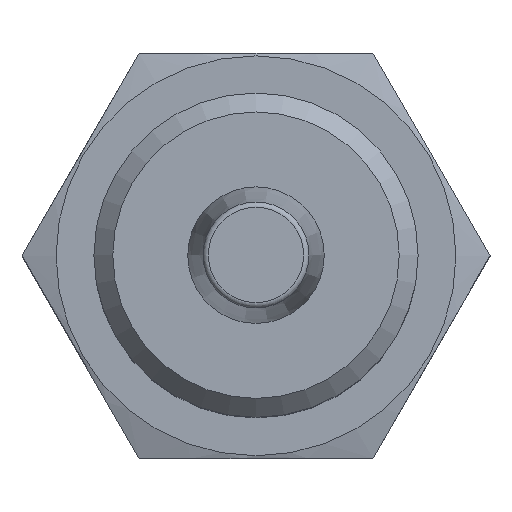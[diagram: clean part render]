
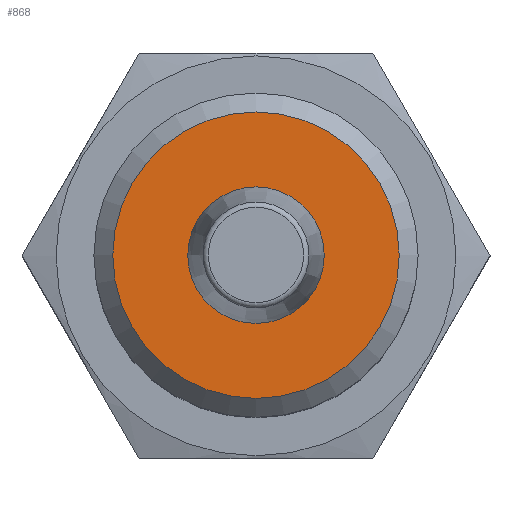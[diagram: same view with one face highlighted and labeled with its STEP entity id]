
A CAD part, top view. The second image highlights one B-rep face of the part: STEP entity #868.
In plain terms, the highlighted planar face has unit normal (0, 0, 1).
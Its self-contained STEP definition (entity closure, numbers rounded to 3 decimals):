
#181=ORIENTED_EDGE('',*,*,#344,.F.);
#182=ORIENTED_EDGE('',*,*,#345,.F.);
#344=EDGE_CURVE('',#422,#422,#463,.T.);
#345=EDGE_CURVE('',#423,#423,#464,.F.);
#422=VERTEX_POINT('',#1261);
#423=VERTEX_POINT('',#1263);
#463=CIRCLE('',#932,5.3);
#464=CIRCLE('',#933,2.527);
#488=EDGE_LOOP('',(#181));
#489=EDGE_LOOP('',(#182));
#550=FACE_BOUND('',#488,.T.);
#551=FACE_BOUND('',#489,.T.);
#608=PLANE('',#931);
#868=ADVANCED_FACE('',(#550,#551),#608,.F.);
#931=AXIS2_PLACEMENT_3D('',#1259,#1034,#1035);
#932=AXIS2_PLACEMENT_3D('',#1260,#1036,#1037);
#933=AXIS2_PLACEMENT_3D('',#1262,#1038,#1039);
#1034=DIRECTION('',(0.,0.,-1.));
#1035=DIRECTION('',(-1.,0.,0.));
#1036=DIRECTION('',(0.,0.,-1.));
#1037=DIRECTION('',(-1.,0.,0.));
#1038=DIRECTION('',(0.,0.,-1.));
#1039=DIRECTION('',(-1.,0.,0.));
#1259=CARTESIAN_POINT('',(0.,0.,0.));
#1260=CARTESIAN_POINT('',(0.,0.,0.));
#1261=CARTESIAN_POINT('',(-5.3,0.,0.));
#1262=CARTESIAN_POINT('',(0.,0.,0.));
#1263=CARTESIAN_POINT('',(-2.527,0.,0.));
